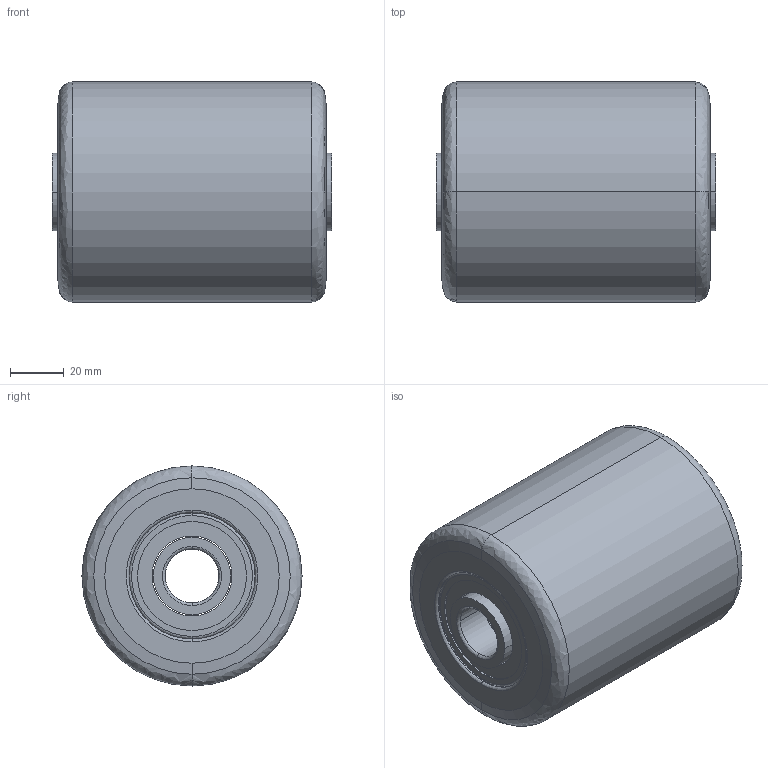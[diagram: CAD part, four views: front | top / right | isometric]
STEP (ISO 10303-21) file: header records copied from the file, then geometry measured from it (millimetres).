
FILE_DESCRIPTION (( 'STEP AP214' ), '1' );
FILE_NAME ('0017667.step', '2022-08-17T11:17:46', ( '' ), ( '' ), 'SwSTEP 2.0', 'SolidWorks 2020', '' );
FILE_SCHEMA (( 'AUTOMOTIVE_DESIGN' ));
Length unit declared in the file: millimetre
Products named in the file (1): 0017667
Bounding box: 104 x 82 x 82 mm (x, y, z)
Volume: 392983 mm3; surface area: 55855.5 mm2
Topology: 5 solids, 5 shells, 102 faces, 228 edges, 144 vertices
Faces by surface type: cylinder 44, bspline 36, plane 18, cone 4
Entity records: 4332 total; most frequent: CARTESIAN_POINT 1903, DIRECTION 502, ORIENTED_EDGE 456, EDGE_CURVE 228, AXIS2_PLACEMENT_3D 227, CIRCLE 160, VERTEX_POINT 144, EDGE_LOOP 120
